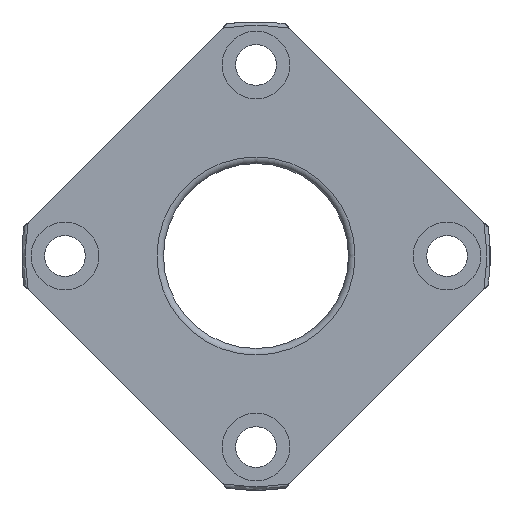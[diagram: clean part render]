
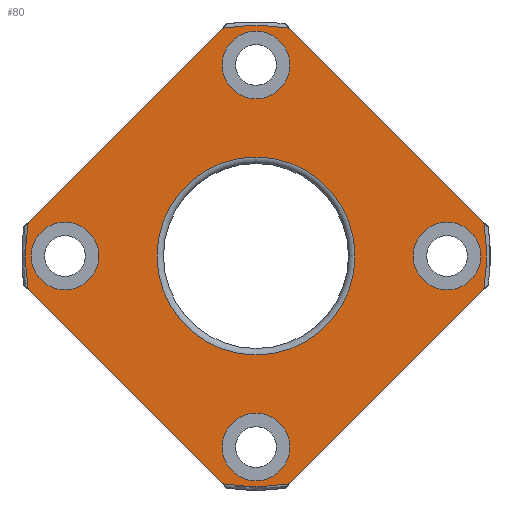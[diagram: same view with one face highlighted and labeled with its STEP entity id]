
A CAD part, left-side view. The second image highlights one B-rep face of the part: STEP entity #80.
In plain terms, the highlighted planar face has unit normal (-1, 0, 0).
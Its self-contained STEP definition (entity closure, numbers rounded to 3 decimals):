
#80 = ADVANCED_FACE( '', ( #185, #186, #187, #188, #189, #190 ), #191, .T. );
#185 = FACE_BOUND( '', #328, .T. );
#186 = FACE_BOUND( '', #329, .T. );
#187 = FACE_OUTER_BOUND( '', #330, .T. );
#188 = FACE_BOUND( '', #331, .T. );
#189 = FACE_BOUND( '', #332, .T. );
#190 = FACE_BOUND( '', #333, .T. );
#191 = PLANE( '', #334 );
#328 = EDGE_LOOP( '', ( #497 ) );
#329 = EDGE_LOOP( '', ( #498 ) );
#330 = EDGE_LOOP( '', ( #499, #500, #501, #502, #503, #504, #505, #506 ) );
#331 = EDGE_LOOP( '', ( #507 ) );
#332 = EDGE_LOOP( '', ( #508 ) );
#333 = EDGE_LOOP( '', ( #509 ) );
#334 = AXIS2_PLACEMENT_3D( '', #510, #511, #512 );
#497 = ORIENTED_EDGE( '', *, *, #719, .T. );
#498 = ORIENTED_EDGE( '', *, *, #735, .T. );
#499 = ORIENTED_EDGE( '', *, *, #753, .F. );
#500 = ORIENTED_EDGE( '', *, *, #738, .F. );
#501 = ORIENTED_EDGE( '', *, *, #754, .F. );
#502 = ORIENTED_EDGE( '', *, *, #748, .F. );
#503 = ORIENTED_EDGE( '', *, *, #755, .F. );
#504 = ORIENTED_EDGE( '', *, *, #732, .F. );
#505 = ORIENTED_EDGE( '', *, *, #756, .F. );
#506 = ORIENTED_EDGE( '', *, *, #757, .F. );
#507 = ORIENTED_EDGE( '', *, *, #758, .T. );
#508 = ORIENTED_EDGE( '', *, *, #759, .T. );
#509 = ORIENTED_EDGE( '', *, *, #760, .T. );
#510 = CARTESIAN_POINT( '', ( 0., 37.375, 0. ) );
#511 = DIRECTION( '', ( -1., 0., 0. ) );
#512 = DIRECTION( '', ( 0., 0., 1. ) );
#719 = EDGE_CURVE( '', #829, #829, #830, .T. );
#732 = EDGE_CURVE( '', #851, #847, #853, .T. );
#735 = EDGE_CURVE( '', #857, #857, #858, .F. );
#738 = EDGE_CURVE( '', #860, #863, #864, .T. );
#748 = EDGE_CURVE( '', #879, #875, #881, .T. );
#753 = EDGE_CURVE( '', #863, #888, #889, .T. );
#754 = EDGE_CURVE( '', #875, #860, #890, .T. );
#755 = EDGE_CURVE( '', #847, #879, #891, .T. );
#756 = EDGE_CURVE( '', #892, #851, #893, .T. );
#757 = EDGE_CURVE( '', #888, #892, #894, .T. );
#758 = EDGE_CURVE( '', #895, #895, #896, .T. );
#759 = EDGE_CURVE( '', #897, #897, #898, .T. );
#760 = EDGE_CURVE( '', #899, #899, #900, .T. );
#829 = VERTEX_POINT( '', #991 );
#830 = CIRCLE( '', #992, 16.063 );
#847 = VERTEX_POINT( '', #1011 );
#851 = VERTEX_POINT( '', #1024 );
#853 = CIRCLE( '', #1033, 37.375 );
#857 = VERTEX_POINT( '', #1037 );
#858 = CIRCLE( '', #1038, 5.5 );
#860 = VERTEX_POINT( '', #1040 );
#863 = VERTEX_POINT( '', #1050 );
#864 = CIRCLE( '', #1051, 37.375 );
#875 = VERTEX_POINT( '', #1071 );
#879 = VERTEX_POINT( '', #1084 );
#881 = CIRCLE( '', #1093, 37.375 );
#888 = VERTEX_POINT( '', #1100 );
#889 = LINE( '', #1101, #1102 );
#890 = LINE( '', #1103, #1104 );
#891 = LINE( '', #1105, #1106 );
#892 = VERTEX_POINT( '', #1107 );
#893 = LINE( '', #1108, #1109 );
#894 = CIRCLE( '', #1110, 37.375 );
#895 = VERTEX_POINT( '', #1111 );
#896 = CIRCLE( '', #1112, 5.5 );
#897 = VERTEX_POINT( '', #1113 );
#898 = CIRCLE( '', #1114, 5.5 );
#899 = VERTEX_POINT( '', #1115 );
#900 = CIRCLE( '', #1116, 5.5 );
#991 = CARTESIAN_POINT( '', ( 0., 0., -16.063 ) );
#992 = AXIS2_PLACEMENT_3D( '', #1298, #1299, #1300 );
#1011 = CARTESIAN_POINT( '', ( 0., -36.975, -5.451 ) );
#1024 = CARTESIAN_POINT( '', ( 0., -36.975, 5.451 ) );
#1033 = AXIS2_PLACEMENT_3D( '', #1318, #1319, #1320 );
#1037 = CARTESIAN_POINT( '', ( 0., 31., 5.5 ) );
#1038 = AXIS2_PLACEMENT_3D( '', #1324, #1325, #1326 );
#1040 = CARTESIAN_POINT( '', ( 0., 36.975, -5.451 ) );
#1050 = CARTESIAN_POINT( '', ( 0., 36.975, 5.451 ) );
#1051 = AXIS2_PLACEMENT_3D( '', #1327, #1328, #1329 );
#1071 = CARTESIAN_POINT( '', ( 0., 5.451, -36.975 ) );
#1084 = CARTESIAN_POINT( '', ( 0., -5.451, -36.975 ) );
#1093 = AXIS2_PLACEMENT_3D( '', #1342, #1343, #1344 );
#1100 = CARTESIAN_POINT( '', ( 0., 5.451, 36.975 ) );
#1101 = CARTESIAN_POINT( '', ( 0., 42.426, 0. ) );
#1102 = VECTOR( '', #1351, 1000. );
#1103 = CARTESIAN_POINT( '', ( 0., 0., -42.426 ) );
#1104 = VECTOR( '', #1352, 1000. );
#1105 = CARTESIAN_POINT( '', ( 0., -42.426, 0. ) );
#1106 = VECTOR( '', #1353, 1000. );
#1107 = CARTESIAN_POINT( '', ( 0., -5.451, 36.975 ) );
#1108 = CARTESIAN_POINT( '', ( 0., 0., 42.426 ) );
#1109 = VECTOR( '', #1354, 1000. );
#1110 = AXIS2_PLACEMENT_3D( '', #1355, #1356, #1357 );
#1111 = CARTESIAN_POINT( '', ( 0., 0., -36.5 ) );
#1112 = AXIS2_PLACEMENT_3D( '', #1358, #1359, #1360 );
#1113 = CARTESIAN_POINT( '', ( 0., -31., -5.5 ) );
#1114 = AXIS2_PLACEMENT_3D( '', #1361, #1362, #1363 );
#1115 = CARTESIAN_POINT( '', ( 0., 0., 25.5 ) );
#1116 = AXIS2_PLACEMENT_3D( '', #1364, #1365, #1366 );
#1298 = CARTESIAN_POINT( '', ( 0., 0., 0. ) );
#1299 = DIRECTION( '', ( 1., 0., 0. ) );
#1300 = DIRECTION( '', ( 0., 0., -1. ) );
#1318 = CARTESIAN_POINT( '', ( 0., 0., 0. ) );
#1319 = DIRECTION( '', ( 1., 0., 0. ) );
#1320 = DIRECTION( '', ( 0., 0., -1. ) );
#1324 = CARTESIAN_POINT( '', ( 0., 31., 0. ) );
#1325 = DIRECTION( '', ( -1., 0., 0. ) );
#1326 = DIRECTION( '', ( 0., 0., 1. ) );
#1327 = CARTESIAN_POINT( '', ( 0., 0., 0. ) );
#1328 = DIRECTION( '', ( 1., 0., 0. ) );
#1329 = DIRECTION( '', ( 0., 0., -1. ) );
#1342 = CARTESIAN_POINT( '', ( 0., 0., 0. ) );
#1343 = DIRECTION( '', ( 1., 0., 0. ) );
#1344 = DIRECTION( '', ( 0., 0., -1. ) );
#1351 = DIRECTION( '', ( 0., -0.707, 0.707 ) );
#1352 = DIRECTION( '', ( 0., 0.707, 0.707 ) );
#1353 = DIRECTION( '', ( 0., 0.707, -0.707 ) );
#1354 = DIRECTION( '', ( 0., -0.707, -0.707 ) );
#1355 = CARTESIAN_POINT( '', ( 0., 0., 0. ) );
#1356 = DIRECTION( '', ( 1., 0., 0. ) );
#1357 = DIRECTION( '', ( 0., 0., -1. ) );
#1358 = CARTESIAN_POINT( '', ( 0., 0., -31. ) );
#1359 = DIRECTION( '', ( 1., 0., 0. ) );
#1360 = DIRECTION( '', ( 0., 0., -1. ) );
#1361 = CARTESIAN_POINT( '', ( 0., -31., 0. ) );
#1362 = DIRECTION( '', ( 1., 0., 0. ) );
#1363 = DIRECTION( '', ( 0., 0., -1. ) );
#1364 = CARTESIAN_POINT( '', ( 0., 0., 31. ) );
#1365 = DIRECTION( '', ( 1., 0., 0. ) );
#1366 = DIRECTION( '', ( 0., 0., -1. ) );
